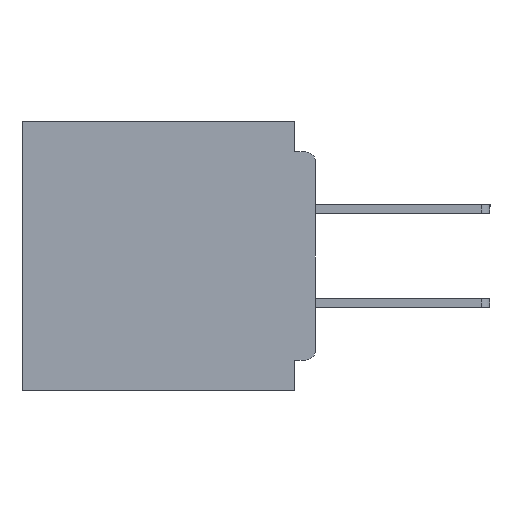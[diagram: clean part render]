
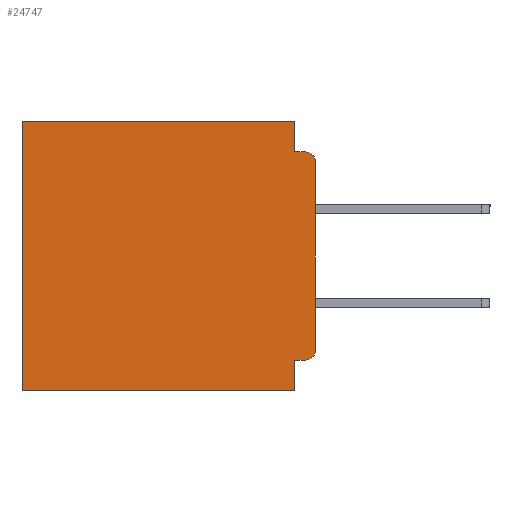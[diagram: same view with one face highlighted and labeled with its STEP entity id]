
A CAD part, left-side view. The second image highlights one B-rep face of the part: STEP entity #24747.
In plain terms, the highlighted planar face has unit normal (-1, 0, 0).
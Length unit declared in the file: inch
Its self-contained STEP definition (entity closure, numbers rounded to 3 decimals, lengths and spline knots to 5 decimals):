
#3065 = CARTESIAN_POINT ( 'NONE',  ( 0.3, 0., -0.34 ) ) ;
#3264 = LINE ( 'NONE', #49093, #38113 ) ;
#4894 = CARTESIAN_POINT ( 'NONE',  ( 0.3, 0.031, -0.4 ) ) ;
#6461 = DIRECTION ( 'NONE',  ( 0., 1., 0. ) ) ;
#6777 = VERTEX_POINT ( 'NONE', #16074 ) ;
#7287 = CIRCLE ( 'NONE', #55169, 0.015 ) ;
#7440 = CARTESIAN_POINT ( 'NONE',  ( 0.3, 0.031, 0. ) ) ;
#7935 = VECTOR ( 'NONE', #56863, 39.37008 ) ;
#8580 = VECTOR ( 'NONE', #12202, 39.37008 ) ;
#9165 = VERTEX_POINT ( 'NONE', #34879 ) ;
#9219 = VERTEX_POINT ( 'NONE', #30538 ) ;
#9675 = LINE ( 'NONE', #48686, #36311 ) ;
#10038 = LINE ( 'NONE', #36926, #57412 ) ;
#11893 = FACE_OUTER_BOUND ( 'NONE', #22594, .T. ) ;
#12202 = DIRECTION ( 'NONE',  ( 0., 0., -1. ) ) ;
#14352 = CARTESIAN_POINT ( 'NONE',  ( 0.3, 0.031, -0.4 ) ) ;
#15575 = DIRECTION ( 'NONE',  ( 0., 1., 0. ) ) ;
#15662 = VERTEX_POINT ( 'NONE', #3065 ) ;
#16074 = CARTESIAN_POINT ( 'NONE',  ( 0.3, 0.015, -0.045 ) ) ;
#16233 = LINE ( 'NONE', #32774, #42922 ) ;
#16298 = DIRECTION ( 'NONE',  ( -1., 0., 0. ) ) ;
#16998 = CARTESIAN_POINT ( 'NONE',  ( 0.3, 0., -0.045 ) ) ;
#17177 = ORIENTED_EDGE ( 'NONE', *, *, #38703, .F. ) ;
#18486 = AXIS2_PLACEMENT_3D ( 'NONE', #40726, #59780, #31454 ) ;
#19887 = DIRECTION ( 'NONE',  ( -1., 0., 0. ) ) ;
#20961 = VERTEX_POINT ( 'NONE', #14352 ) ;
#22179 = EDGE_CURVE ( 'NONE', #31265, #20961, #33147, .T. ) ;
#22594 = EDGE_LOOP ( 'NONE', ( #42326, #49734, #25334, #17177, #49789, #26115, #57240, #25402, #52067, #56523 ) ) ;
#24747 = ADVANCED_FACE ( 'NONE', ( #11893 ), #26671, .F. ) ;
#25055 = VERTEX_POINT ( 'NONE', #34527 ) ;
#25099 = CARTESIAN_POINT ( 'NONE',  ( 0.3, 0.031, -0.355 ) ) ;
#25334 = ORIENTED_EDGE ( 'NONE', *, *, #38094, .F. ) ;
#25402 = ORIENTED_EDGE ( 'NONE', *, *, #22179, .F. ) ;
#26115 = ORIENTED_EDGE ( 'NONE', *, *, #32078, .T. ) ;
#26671 = PLANE ( 'NONE',  #18486 ) ;
#30538 = CARTESIAN_POINT ( 'NONE',  ( 0.3, 0.031, 0. ) ) ;
#31265 = VERTEX_POINT ( 'NONE', #25099 ) ;
#31454 = DIRECTION ( 'NONE',  ( 0., 0., -1. ) ) ;
#31558 = VECTOR ( 'NONE', #54786, 39.37008 ) ;
#32078 = EDGE_CURVE ( 'NONE', #25055, #51536, #45603, .T. ) ;
#32774 = CARTESIAN_POINT ( 'NONE',  ( 0.3, 0., 0. ) ) ;
#33147 = LINE ( 'NONE', #4894, #7935 ) ;
#34527 = CARTESIAN_POINT ( 'NONE',  ( 0.3, 0.437, 0. ) ) ;
#34879 = CARTESIAN_POINT ( 'NONE',  ( 0.3, 0.031, -0.045 ) ) ;
#35721 = CARTESIAN_POINT ( 'NONE',  ( 0.3, 0.015, -0.355 ) ) ;
#36311 = VECTOR ( 'NONE', #15575, 39.37008 ) ;
#36926 = CARTESIAN_POINT ( 'NONE',  ( 0.3, 0., -0.4 ) ) ;
#37522 = DIRECTION ( 'NONE',  ( 0., 1., 0. ) ) ;
#38094 = EDGE_CURVE ( 'NONE', #9165, #6777, #44839, .T. ) ;
#38113 = VECTOR ( 'NONE', #6461, 39.37008 ) ;
#38703 = EDGE_CURVE ( 'NONE', #9219, #9165, #57454, .T. ) ;
#40726 = CARTESIAN_POINT ( 'NONE',  ( 0.3, 0., -0.4 ) ) ;
#41763 = EDGE_CURVE ( 'NONE', #60869, #15662, #10038, .T. ) ;
#42117 = EDGE_CURVE ( 'NONE', #53151, #31265, #3264, .T. ) ;
#42326 = ORIENTED_EDGE ( 'NONE', *, *, #41763, .F. ) ;
#42922 = VECTOR ( 'NONE', #37522, 39.37008 ) ;
#43365 = VECTOR ( 'NONE', #50123, 39.37008 ) ;
#44513 = CIRCLE ( 'NONE', #55989, 0.015 ) ;
#44663 = CARTESIAN_POINT ( 'NONE',  ( 0.3, 0.015, -0.34 ) ) ;
#44839 = LINE ( 'NONE', #16998, #43365 ) ;
#45451 = CARTESIAN_POINT ( 'NONE',  ( 0.3, 0.437, -0.4 ) ) ;
#45603 = LINE ( 'NONE', #45451, #31558 ) ;
#46440 = DIRECTION ( 'NONE',  ( 0., 0., -1. ) ) ;
#48257 = CARTESIAN_POINT ( 'NONE',  ( 0.3, 0.015, -0.06 ) ) ;
#48686 = CARTESIAN_POINT ( 'NONE',  ( 0.3, 0., -0.4 ) ) ;
#49093 = CARTESIAN_POINT ( 'NONE',  ( 0.3, 0., -0.355 ) ) ;
#49402 = DIRECTION ( 'NONE',  ( 0., 0., -1. ) ) ;
#49734 = ORIENTED_EDGE ( 'NONE', *, *, #58632, .T. ) ;
#49789 = ORIENTED_EDGE ( 'NONE', *, *, #60314, .T. ) ;
#49934 = CARTESIAN_POINT ( 'NONE',  ( 0.3, 0., -0.06 ) ) ;
#50123 = DIRECTION ( 'NONE',  ( 0., -1., 0. ) ) ;
#51536 = VERTEX_POINT ( 'NONE', #60251 ) ;
#52067 = ORIENTED_EDGE ( 'NONE', *, *, #42117, .F. ) ;
#53005 = DIRECTION ( 'NONE',  ( 0., 0., -1. ) ) ;
#53151 = VERTEX_POINT ( 'NONE', #35721 ) ;
#54786 = DIRECTION ( 'NONE',  ( 0., 0., -1. ) ) ;
#55169 = AXIS2_PLACEMENT_3D ( 'NONE', #48257, #19887, #53005 ) ;
#55989 = AXIS2_PLACEMENT_3D ( 'NONE', #44663, #16298, #49402 ) ;
#56523 = ORIENTED_EDGE ( 'NONE', *, *, #59373, .T. ) ;
#56765 = EDGE_CURVE ( 'NONE', #20961, #51536, #9675, .T. ) ;
#56863 = DIRECTION ( 'NONE',  ( 0., 0., -1. ) ) ;
#57240 = ORIENTED_EDGE ( 'NONE', *, *, #56765, .F. ) ;
#57412 = VECTOR ( 'NONE', #46440, 39.37008 ) ;
#57454 = LINE ( 'NONE', #7440, #8580 ) ;
#58632 = EDGE_CURVE ( 'NONE', #60869, #6777, #7287, .T. ) ;
#59373 = EDGE_CURVE ( 'NONE', #53151, #15662, #44513, .T. ) ;
#59780 = DIRECTION ( 'NONE',  ( 1., 0., 0. ) ) ;
#60251 = CARTESIAN_POINT ( 'NONE',  ( 0.3, 0.437, -0.4 ) ) ;
#60314 = EDGE_CURVE ( 'NONE', #9219, #25055, #16233, .T. ) ;
#60869 = VERTEX_POINT ( 'NONE', #49934 ) ;
